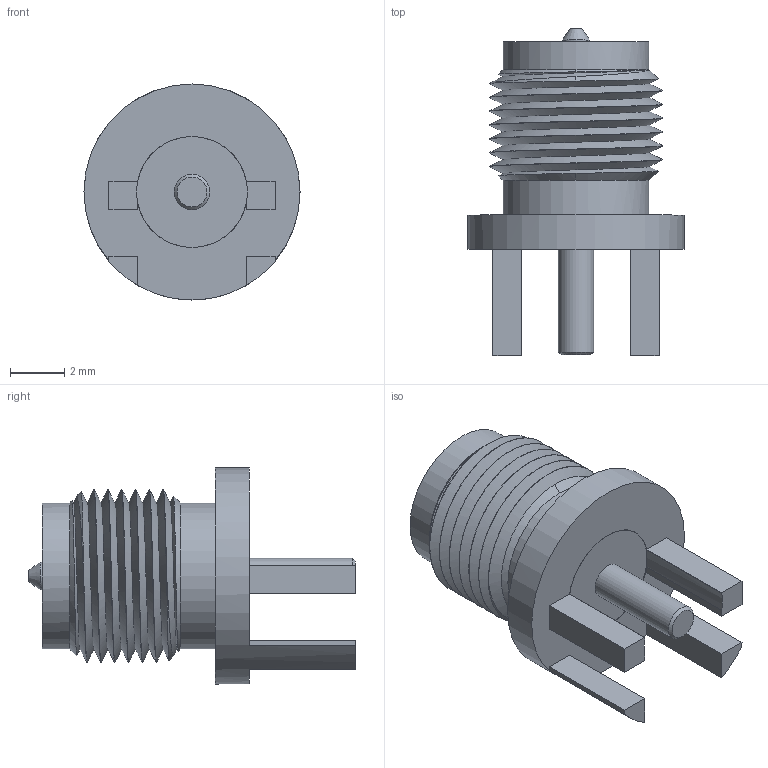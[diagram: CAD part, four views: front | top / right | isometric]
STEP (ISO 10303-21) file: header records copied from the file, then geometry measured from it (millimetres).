
FILE_DESCRIPTION(/* description */ ('STEP AP242'),/* implementation_level */ '2;1');
FILE_NAME(/* name */ 'RP-SMA-Edge.step',/* time_stamp */ '2024-11-21T14:56:12-05:00',/* author */ (''),/* organization */ (''),/* preprocessor_version */ 'ST-DEVELOPER v20',/* originating_system */ 'Autodesk Translation Framework v13.14.0.145',/* authorisation */ '');
FILE_SCHEMA (('AUTOMOTIVE_DESIGN { 1 0 10303 214 3 1 1 }'));
Length unit declared in the file: metre
Products named in the file (3): RP-SMA-Edge; RP-SMA-Edge_1; Surface 3
Assembly tree (2 placements, depth 3):
  RP-SMA-Edge
    RP-SMA-Edge_1
      Surface 3
Bounding box: 7.93 x 12.01 x 7.93 mm (x, y, z)
Volume: 167.7 mm3; surface area: 486.3 mm2
Topology: 1 solids, 1 shells, 52 faces, 127 edges, 82 vertices
Faces by surface type: plane 27, cylinder 14, cone 9, bspline 2
Full cylindrical faces by diameter (mm): 1.016 x1, 1.3 x1, 4.072 x1, 4.572 x1, 5.35 x2, 6.35 x5, 7.93 x1
Entity records: 2851 total; most frequent: CARTESIAN_POINT 1522, ORIENTED_EDGE 254, DIRECTION 240, EDGE_CURVE 127, AXIS2_PLACEMENT_3D 84, VERTEX_POINT 82, LINE 72, VECTOR 72
